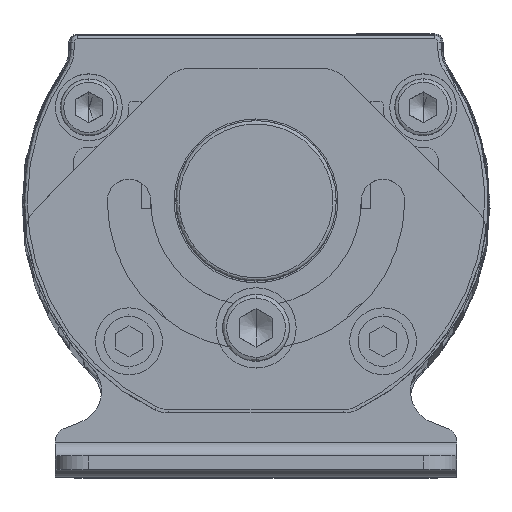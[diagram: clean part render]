
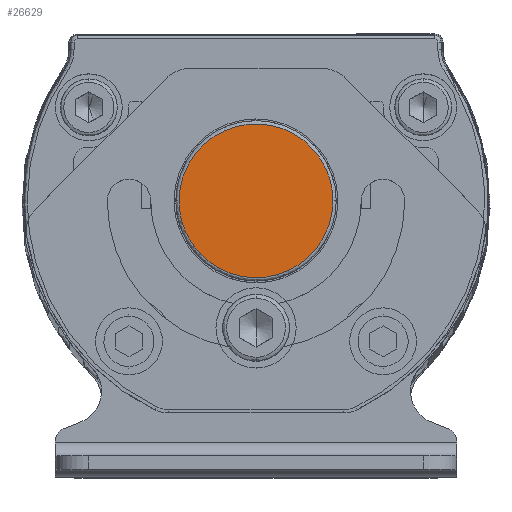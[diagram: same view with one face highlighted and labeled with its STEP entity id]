
A CAD part, top view. The second image highlights one B-rep face of the part: STEP entity #26629.
In plain terms, the highlighted planar face has unit normal (0, 0, 1).
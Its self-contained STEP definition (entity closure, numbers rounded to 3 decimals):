
#766 = CARTESIAN_POINT ( 'NONE',  ( -11.497, 40.202, 679.503 ) ) ;
#1200 = EDGE_LOOP ( 'NONE', ( #13643, #11029 ) ) ;
#6811 = CARTESIAN_POINT ( 'NONE',  ( 11.501, 63.204, 679.503 ) ) ;
#8832 = EDGE_CURVE ( 'NONE', #13831, #9019, #20252, .T. ) ;
#9019 = VERTEX_POINT ( 'NONE', #28870 ) ;
#10447 = CARTESIAN_POINT ( 'NONE',  ( -11.497, 40.202, 679.503 ) ) ;
#11029 = ORIENTED_EDGE ( 'NONE', *, *, #8832, .F. ) ;
#13358 = DIRECTION ( 'NONE',  ( 0., 0., -1. ) ) ;
#13643 = ORIENTED_EDGE ( 'NONE', *, *, #35258, .F. ) ;
#13831 = VERTEX_POINT ( 'NONE', #17371 ) ;
#15585 = CARTESIAN_POINT ( 'NONE',  ( 11.503, 40.204, 679.503 ) ) ;
#17371 = CARTESIAN_POINT ( 'NONE',  ( 11.503, 40.204, 679.503 ) ) ;
#17638 = AXIS2_PLACEMENT_3D ( 'NONE', #33899, #13358, #33502 ) ;
#18262 = CARTESIAN_POINT ( 'NONE',  ( -11.499, 63.202, 679.503 ) ) ;
#20252 =( BOUNDED_CURVE ( )  B_SPLINE_CURVE ( 3, ( #24521, #36301, #27738, #10447 ),
 .UNSPECIFIED., .F., .T. ) 
 B_SPLINE_CURVE_WITH_KNOTS ( ( 4, 4 ),
 ( 0., 0.5 ),
 .UNSPECIFIED. ) 
 CURVE ( )  GEOMETRIC_REPRESENTATION_ITEM ( )  RATIONAL_B_SPLINE_CURVE ( ( 1., 0.333, 0.333, 1. ) ) 
 REPRESENTATION_ITEM ( '' )  );
#23046 =( BOUNDED_CURVE ( )  B_SPLINE_CURVE ( 3, ( #766, #18262, #6811, #15585 ),
 .UNSPECIFIED., .F., .T. ) 
 B_SPLINE_CURVE_WITH_KNOTS ( ( 4, 4 ),
 ( 0.5, 1. ),
 .UNSPECIFIED. ) 
 CURVE ( )  GEOMETRIC_REPRESENTATION_ITEM ( )  RATIONAL_B_SPLINE_CURVE ( ( 1., 0.333, 0.333, 1. ) ) 
 REPRESENTATION_ITEM ( '' )  );
#24521 = CARTESIAN_POINT ( 'NONE',  ( 11.503, 40.204, 679.503 ) ) ;
#26629 = ADVANCED_FACE ( 'NONE', ( #30452 ), #36735, .F. ) ;
#27738 = CARTESIAN_POINT ( 'NONE',  ( -11.495, 17.202, 679.503 ) ) ;
#28870 = CARTESIAN_POINT ( 'NONE',  ( -11.497, 40.202, 679.503 ) ) ;
#30452 = FACE_OUTER_BOUND ( 'NONE', #1200, .T. ) ;
#33502 = DIRECTION ( 'NONE',  ( -1., 0., 0. ) ) ;
#33899 = CARTESIAN_POINT ( 'NONE',  ( -10.997, 29.201, 679.503 ) ) ;
#35258 = EDGE_CURVE ( 'NONE', #9019, #13831, #23046, .T. ) ;
#36301 = CARTESIAN_POINT ( 'NONE',  ( 11.505, 17.204, 679.503 ) ) ;
#36735 = PLANE ( 'NONE',  #17638 ) ;
